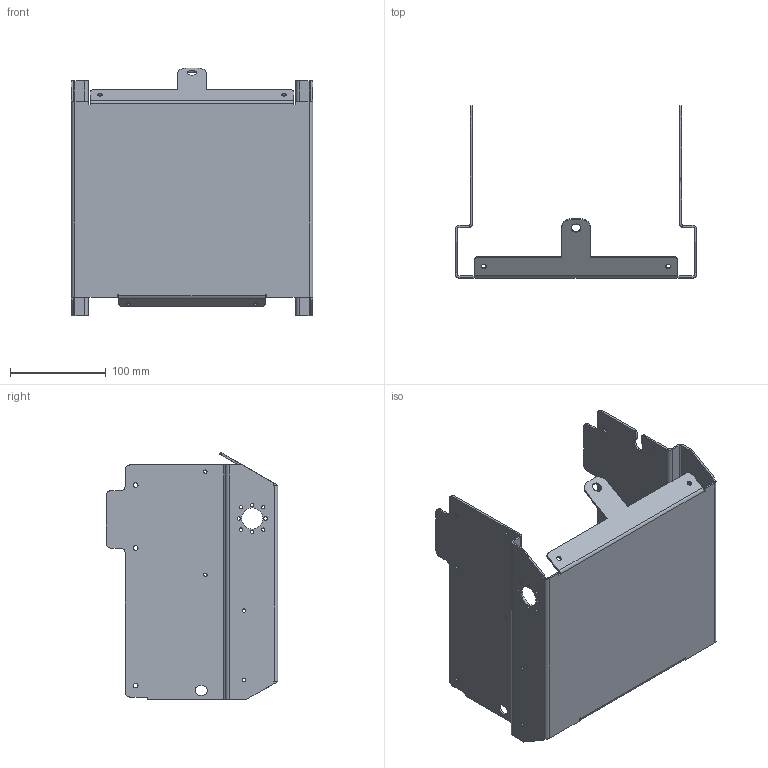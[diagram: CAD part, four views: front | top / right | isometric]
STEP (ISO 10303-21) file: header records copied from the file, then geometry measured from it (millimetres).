
FILE_DESCRIPTION(/* description */ (''),/* implementation_level */ '2;1');
FILE_NAME(/* name */ 'Base_Rev6.step',/* time_stamp */ '2020-05-02T15:29:51+07:00',/* author */ (''),/* organization */ (''),/* preprocessor_version */ 'ST-DEVELOPER v18.1',/* originating_system */ 'Autodesk Translation Framework v9.2.0.1227',/* authorisation */ '');
FILE_SCHEMA (('AUTOMOTIVE_DESIGN { 1 0 10303 214 3 1 1 }'));
Length unit declared in the file: millimetre
Products named in the file (1): Base_Rev6
Bounding box: 253 x 180 x 259.5 mm (x, y, z)
Volume: 288002 mm3; surface area: 293303.5 mm2
Topology: 1 solids, 1 shells, 193 faces, 512 edges, 321 vertices
Faces by surface type: plane 105, cylinder 88
Full cylindrical faces by diameter (mm): 3.5 x24, 5 x10, 10 x1, 22.1 x2
Entity records: 6146 total; most frequent: DIRECTION 1079, CARTESIAN_POINT 1027, ORIENTED_EDGE 1024, EDGE_CURVE 512, AXIS2_PLACEMENT_3D 373, LINE 333, VECTOR 333, VERTEX_POINT 321
